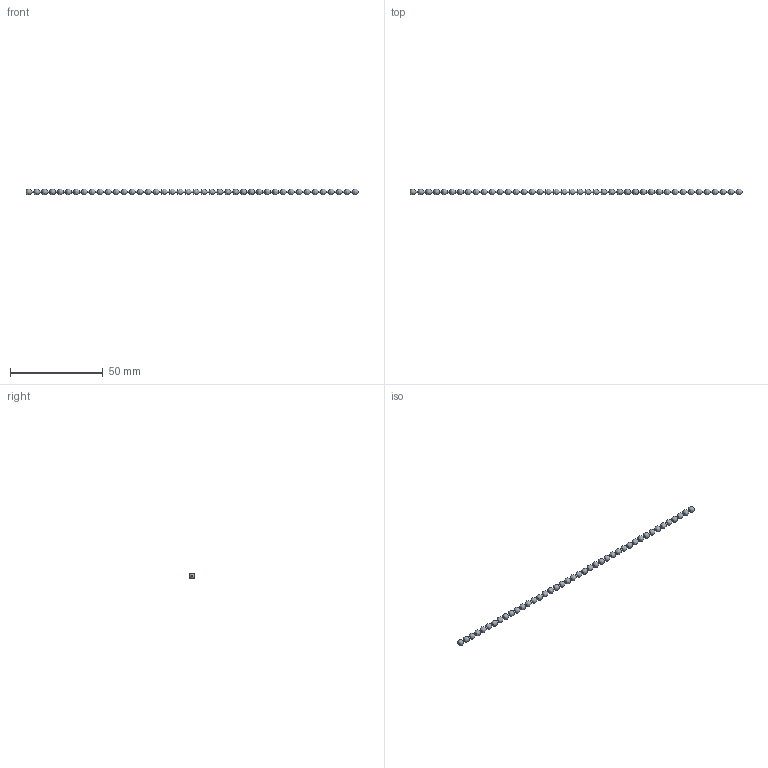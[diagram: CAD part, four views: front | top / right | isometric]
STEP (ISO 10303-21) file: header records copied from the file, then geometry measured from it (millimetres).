
FILE_DESCRIPTION((''),'2;1');
FILE_NAME('','2008-05-01T21:01:21',(''),(''),'','CADfix','');
FILE_SCHEMA(('AUTOMOTIVE_DESIGN { 1 0 10303 214 1 1 1 1 }'));
Length unit declared in the file: millimetre
Bounding box: 178.52 x 3.12 x 3.12 mm (x, y, z)
Volume: 705.8 mm3; surface area: 2123.8 mm2
Topology: 43 solids, 43 shells, 130 faces, 430 edges, 344 vertices
Faces by surface type: bspline 130
Entity records: 7116 total; most frequent: CARTESIAN_POINT 4272, ORIENTED_EDGE 860, EDGE_CURVE 430, VERTEX_POINT 344, EDGE_LOOP 172, FACE_OUTER_BOUND 130, ADVANCED_FACE 130, QUASI_UNIFORM_CURVE 86
